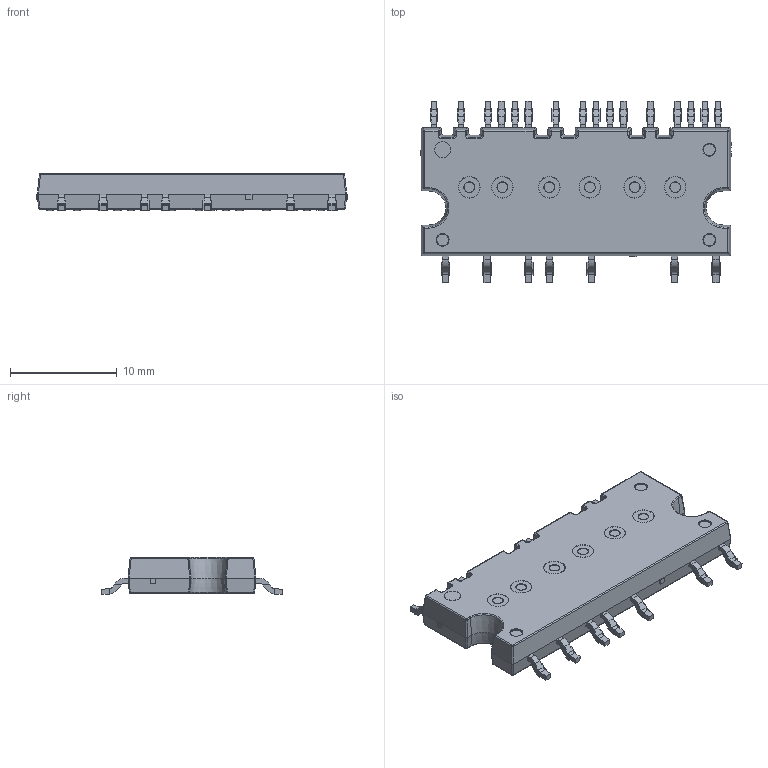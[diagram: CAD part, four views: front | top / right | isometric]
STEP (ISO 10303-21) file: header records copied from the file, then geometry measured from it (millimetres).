
FILE_DESCRIPTION(/* description */ (''),/* implementation_level */ '2;1');
FILE_NAME(/* name */ 'PG-DIP-23-4_Z8B00233576_V06_3D.stp',/* time_stamp */ '2022-06-20T17:08:37+06:00',/* author */ ('janartha'),/* organization */ (''),/* preprocessor_version */ 'ST-DEVELOPER v16.13',/* originating_system */ 'AutoCAD Mechanical',/* authorisation */ '');
FILE_SCHEMA (('AUTOMOTIVE_DESIGN { 1 0 10303 214 3 1 1 }'));
Length unit declared in the file: millimetre
Products named in the file (1): Product
Bounding box: 29.15 x 17 x 3.5 mm (x, y, z)
Volume: 1069.7 mm3; surface area: 1812.6 mm2
Topology: 42 solids, 42 shells, 1181 faces, 2921 edges, 1857 vertices
Faces by surface type: plane 635, cylinder 398, torus 59, bspline 45, sphere 40, cone 4
Full cylindrical faces by diameter (mm): 0.289 x1, 0.58 x1, 1 x12, 1.2 x7, 1.5 x2, 2 x12
Entity records: 38168 total; most frequent: CARTESIAN_POINT 10161, DIRECTION 5854, ORIENTED_EDGE 5646, EDGE_CURVE 2823, LINE 1986, VECTOR 1986, AXIS2_PLACEMENT_3D 1934, VERTEX_POINT 1849
